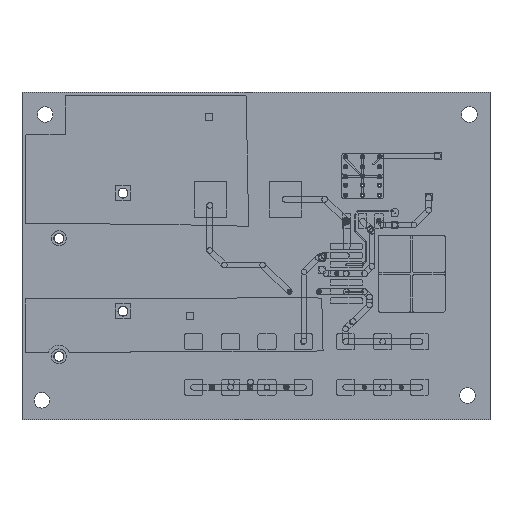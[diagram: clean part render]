
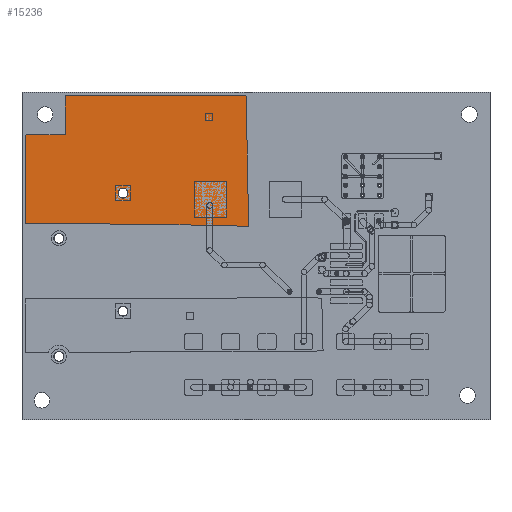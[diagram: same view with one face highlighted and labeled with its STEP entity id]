
A CAD part, top view. The second image highlights one B-rep face of the part: STEP entity #15236.
In plain terms, the highlighted planar face has unit normal (0, 0, 1).
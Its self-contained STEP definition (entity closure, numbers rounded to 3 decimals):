
#14969 = VERTEX_POINT('',#14970);
#14970 = CARTESIAN_POINT('',(150.018,-86.267,1.635));
#14976 = EDGE_CURVE('',#14969,#14977,#14979,.T.);
#14977 = VERTEX_POINT('',#14978);
#14978 = CARTESIAN_POINT('',(150.064,-86.32,1.635));
#14979 = LINE('',#14980,#14981);
#14980 = CARTESIAN_POINT('',(150.018,-86.267,1.635));
#14981 = VECTOR('',#14982,1.);
#14982 = DIRECTION('',(0.655,-0.756,0.));
#15009 = VERTEX_POINT('',#15010);
#15010 = CARTESIAN_POINT('',(149.951,-86.248,1.635));
#15016 = EDGE_CURVE('',#15009,#14969,#15017,.T.);
#15017 = LINE('',#15018,#15019);
#15018 = CARTESIAN_POINT('',(149.951,-86.248,1.635));
#15019 = VECTOR('',#15020,1.);
#15020 = DIRECTION('',(0.959,-0.282,0.));
#15038 = EDGE_CURVE('',#14977,#15039,#15041,.T.);
#15039 = VERTEX_POINT('',#15040);
#15040 = CARTESIAN_POINT('',(150.075,-86.369,1.635));
#15041 = LINE('',#15042,#15043);
#15042 = CARTESIAN_POINT('',(150.064,-86.32,1.635));
#15043 = VECTOR('',#15044,1.);
#15044 = DIRECTION('',(0.222,-0.975,0.));
#15236 = ADVANCED_FACE('',(#15237,#15392),#15403,.T.);
#15237 = FACE_BOUND('',#15238,.T.);
#15238 = EDGE_LOOP('',(#15239,#15240,#15241,#15249,#15257,#15265,#15273,
    #15281,#15289,#15297,#15305,#15313,#15321,#15329,#15337,#15345,
    #15353,#15361,#15369,#15377,#15385,#15391));
#15239 = ORIENTED_EDGE('',*,*,#14976,.F.);
#15240 = ORIENTED_EDGE('',*,*,#15016,.F.);
#15241 = ORIENTED_EDGE('',*,*,#15242,.F.);
#15242 = EDGE_CURVE('',#15243,#15009,#15245,.T.);
#15243 = VERTEX_POINT('',#15244);
#15244 = CARTESIAN_POINT('',(124.824,-86.248,1.635));
#15245 = LINE('',#15246,#15247);
#15246 = CARTESIAN_POINT('',(124.824,-86.248,1.635));
#15247 = VECTOR('',#15248,1.);
#15248 = DIRECTION('',(1.,0.,0.));
#15249 = ORIENTED_EDGE('',*,*,#15250,.F.);
#15250 = EDGE_CURVE('',#15251,#15243,#15253,.T.);
#15251 = VERTEX_POINT('',#15252);
#15252 = CARTESIAN_POINT('',(124.772,-86.259,1.635));
#15253 = LINE('',#15254,#15255);
#15254 = CARTESIAN_POINT('',(124.772,-86.259,1.635));
#15255 = VECTOR('',#15256,1.);
#15256 = DIRECTION('',(0.977,0.213,0.));
#15257 = ORIENTED_EDGE('',*,*,#15258,.F.);
#15258 = EDGE_CURVE('',#15259,#15251,#15261,.T.);
#15259 = VERTEX_POINT('',#15260);
#15260 = CARTESIAN_POINT('',(124.72,-86.304,1.635));
#15261 = LINE('',#15262,#15263);
#15262 = CARTESIAN_POINT('',(124.72,-86.304,1.635));
#15263 = VECTOR('',#15264,1.);
#15264 = DIRECTION('',(0.756,0.655,0.));
#15265 = ORIENTED_EDGE('',*,*,#15266,.F.);
#15266 = EDGE_CURVE('',#15267,#15259,#15269,.T.);
#15267 = VERTEX_POINT('',#15268);
#15268 = CARTESIAN_POINT('',(124.7,-86.372,1.635));
#15269 = LINE('',#15270,#15271);
#15270 = CARTESIAN_POINT('',(124.7,-86.372,1.635));
#15271 = VECTOR('',#15272,1.);
#15272 = DIRECTION('',(0.282,0.959,0.));
#15273 = ORIENTED_EDGE('',*,*,#15274,.F.);
#15274 = EDGE_CURVE('',#15275,#15267,#15277,.T.);
#15275 = VERTEX_POINT('',#15276);
#15276 = CARTESIAN_POINT('',(124.7,-91.7,1.635));
#15277 = LINE('',#15278,#15279);
#15278 = CARTESIAN_POINT('',(124.7,-91.7,1.635));
#15279 = VECTOR('',#15280,1.);
#15280 = DIRECTION('',(0.,1.,0.));
#15281 = ORIENTED_EDGE('',*,*,#15282,.F.);
#15282 = EDGE_CURVE('',#15283,#15275,#15285,.T.);
#15283 = VERTEX_POINT('',#15284);
#15284 = CARTESIAN_POINT('',(119.236,-91.7,1.635));
#15285 = LINE('',#15286,#15287);
#15286 = CARTESIAN_POINT('',(119.236,-91.7,1.635));
#15287 = VECTOR('',#15288,1.);
#15288 = DIRECTION('',(1.,0.,0.));
#15289 = ORIENTED_EDGE('',*,*,#15290,.F.);
#15290 = EDGE_CURVE('',#15291,#15283,#15293,.T.);
#15291 = VERTEX_POINT('',#15292);
#15292 = CARTESIAN_POINT('',(119.184,-91.711,1.635));
#15293 = LINE('',#15294,#15295);
#15294 = CARTESIAN_POINT('',(119.184,-91.711,1.635));
#15295 = VECTOR('',#15296,1.);
#15296 = DIRECTION('',(0.977,0.213,0.));
#15297 = ORIENTED_EDGE('',*,*,#15298,.F.);
#15298 = EDGE_CURVE('',#15299,#15291,#15301,.T.);
#15299 = VERTEX_POINT('',#15300);
#15300 = CARTESIAN_POINT('',(119.132,-91.757,1.635));
#15301 = LINE('',#15302,#15303);
#15302 = CARTESIAN_POINT('',(119.132,-91.757,1.635));
#15303 = VECTOR('',#15304,1.);
#15304 = DIRECTION('',(0.756,0.655,0.));
#15305 = ORIENTED_EDGE('',*,*,#15306,.F.);
#15306 = EDGE_CURVE('',#15307,#15299,#15309,.T.);
#15307 = VERTEX_POINT('',#15308);
#15308 = CARTESIAN_POINT('',(119.112,-91.824,1.635));
#15309 = LINE('',#15310,#15311);
#15310 = CARTESIAN_POINT('',(119.112,-91.824,1.635));
#15311 = VECTOR('',#15312,1.);
#15312 = DIRECTION('',(0.282,0.959,0.));
#15313 = ORIENTED_EDGE('',*,*,#15314,.F.);
#15314 = EDGE_CURVE('',#15315,#15307,#15317,.T.);
#15315 = VERTEX_POINT('',#15316);
#15316 = CARTESIAN_POINT('',(119.112,-104.064,1.635));
#15317 = LINE('',#15318,#15319);
#15318 = CARTESIAN_POINT('',(119.112,-104.064,1.635));
#15319 = VECTOR('',#15320,1.);
#15320 = DIRECTION('',(0.,1.,0.));
#15321 = ORIENTED_EDGE('',*,*,#15322,.F.);
#15322 = EDGE_CURVE('',#15323,#15315,#15325,.T.);
#15323 = VERTEX_POINT('',#15324);
#15324 = CARTESIAN_POINT('',(119.123,-104.115,1.635));
#15325 = LINE('',#15326,#15327);
#15326 = CARTESIAN_POINT('',(119.123,-104.115,1.635));
#15327 = VECTOR('',#15328,1.);
#15328 = DIRECTION('',(-0.211,0.978,0.));
#15329 = ORIENTED_EDGE('',*,*,#15330,.F.);
#15330 = EDGE_CURVE('',#15331,#15323,#15333,.T.);
#15331 = VERTEX_POINT('',#15332);
#15332 = CARTESIAN_POINT('',(119.168,-104.168,1.635));
#15333 = LINE('',#15334,#15335);
#15334 = CARTESIAN_POINT('',(119.168,-104.168,1.635));
#15335 = VECTOR('',#15336,1.);
#15336 = DIRECTION('',(-0.652,0.758,0.));
#15337 = ORIENTED_EDGE('',*,*,#15338,.F.);
#15338 = EDGE_CURVE('',#15339,#15331,#15341,.T.);
#15339 = VERTEX_POINT('',#15340);
#15340 = CARTESIAN_POINT('',(119.235,-104.188,1.635));
#15341 = LINE('',#15342,#15343);
#15342 = CARTESIAN_POINT('',(119.235,-104.188,1.635));
#15343 = VECTOR('',#15344,1.);
#15344 = DIRECTION('',(-0.958,0.285,0.));
#15345 = ORIENTED_EDGE('',*,*,#15346,.F.);
#15346 = EDGE_CURVE('',#15347,#15339,#15349,.T.);
#15347 = VERTEX_POINT('',#15348);
#15348 = CARTESIAN_POINT('',(136.819,-104.256,1.635));
#15349 = LINE('',#15350,#15351);
#15350 = CARTESIAN_POINT('',(136.819,-104.256,1.635));
#15351 = VECTOR('',#15352,1.);
#15352 = DIRECTION('',(-1.,0.004,0.));
#15353 = ORIENTED_EDGE('',*,*,#15354,.F.);
#15354 = EDGE_CURVE('',#15355,#15347,#15357,.T.);
#15355 = VERTEX_POINT('',#15356);
#15356 = CARTESIAN_POINT('',(150.292,-104.547,1.635));
#15357 = LINE('',#15358,#15359);
#15358 = CARTESIAN_POINT('',(150.292,-104.547,1.635));
#15359 = VECTOR('',#15360,1.);
#15360 = DIRECTION('',(-1.,0.022,0.));
#15361 = ORIENTED_EDGE('',*,*,#15362,.F.);
#15362 = EDGE_CURVE('',#15363,#15355,#15365,.T.);
#15363 = VERTEX_POINT('',#15364);
#15364 = CARTESIAN_POINT('',(150.348,-104.535,1.635));
#15365 = LINE('',#15366,#15367);
#15366 = CARTESIAN_POINT('',(150.348,-104.535,1.635));
#15367 = VECTOR('',#15368,1.);
#15368 = DIRECTION('',(-0.977,-0.211,0.));
#15369 = ORIENTED_EDGE('',*,*,#15370,.F.);
#15370 = EDGE_CURVE('',#15371,#15363,#15373,.T.);
#15371 = VERTEX_POINT('',#15372);
#15372 = CARTESIAN_POINT('',(150.4,-104.488,1.635));
#15373 = LINE('',#15374,#15375);
#15374 = CARTESIAN_POINT('',(150.4,-104.488,1.635));
#15375 = VECTOR('',#15376,1.);
#15376 = DIRECTION('',(-0.743,-0.669,0.));
#15377 = ORIENTED_EDGE('',*,*,#15378,.F.);
#15378 = EDGE_CURVE('',#15379,#15371,#15381,.T.);
#15379 = VERTEX_POINT('',#15380);
#15380 = CARTESIAN_POINT('',(150.419,-104.42,1.635));
#15381 = LINE('',#15382,#15383);
#15382 = CARTESIAN_POINT('',(150.419,-104.42,1.635));
#15383 = VECTOR('',#15384,1.);
#15384 = DIRECTION('',(-0.263,-0.965,0.));
#15385 = ORIENTED_EDGE('',*,*,#15386,.F.);
#15386 = EDGE_CURVE('',#15039,#15379,#15387,.T.);
#15387 = LINE('',#15388,#15389);
#15388 = CARTESIAN_POINT('',(150.075,-86.369,1.635));
#15389 = VECTOR('',#15390,1.);
#15390 = DIRECTION('',(0.019,-1.,0.));
#15391 = ORIENTED_EDGE('',*,*,#15038,.F.);
#15392 = FACE_BOUND('',#15393,.T.);
#15393 = EDGE_LOOP('',(#15394));
#15394 = ORIENTED_EDGE('',*,*,#15395,.T.);
#15395 = EDGE_CURVE('',#15396,#15396,#15398,.T.);
#15396 = VERTEX_POINT('',#15397);
#15397 = CARTESIAN_POINT('',(132.789,-100.573,1.635));
#15398 = CIRCLE('',#15399,0.675);
#15399 = AXIS2_PLACEMENT_3D('',#15400,#15401,#15402);
#15400 = CARTESIAN_POINT('',(132.789,-99.898,1.635));
#15401 = DIRECTION('',(-0.,0.,-1.));
#15402 = DIRECTION('',(0.,-1.,0.));
#15403 = PLANE('',#15404);
#15404 = AXIS2_PLACEMENT_3D('',#15405,#15406,#15407);
#15405 = CARTESIAN_POINT('',(0.,0.,1.635));
#15406 = DIRECTION('',(0.,0.,1.));
#15407 = DIRECTION('',(1.,0.,-0.));
